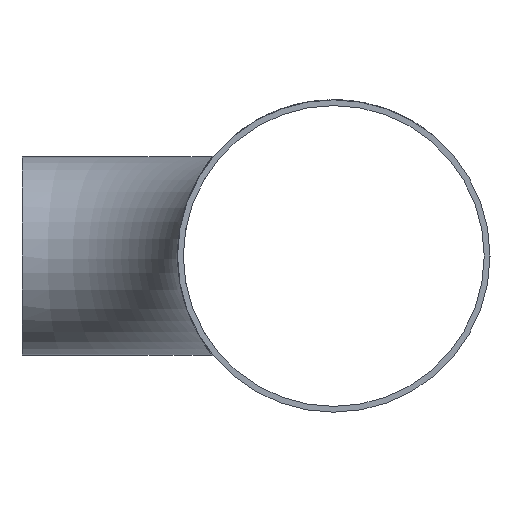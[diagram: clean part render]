
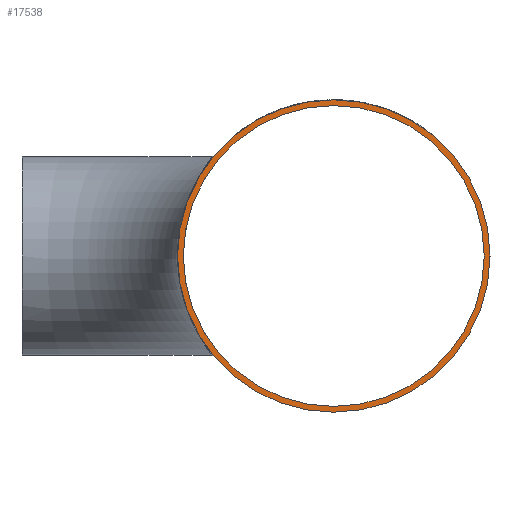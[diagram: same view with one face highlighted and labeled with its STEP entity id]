
A CAD part, left-side view. The second image highlights one B-rep face of the part: STEP entity #17538.
In plain terms, the highlighted planar face has unit normal (-1, 0, 0).
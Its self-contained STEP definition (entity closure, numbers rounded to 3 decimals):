
#3251 = FACE_OUTER_BOUND ( 'NONE', #4084, .T. ) ;
#4084 = EDGE_LOOP ( 'NONE', ( #21946 ) ) ;
#6340 = EDGE_CURVE ( 'NONE', #9635, #9635, #10295, .T. ) ;
#6728 = DIRECTION ( 'NONE',  ( 0., 0., -1. ) ) ;
#7157 = DIRECTION ( 'NONE',  ( 1., 0., 0. ) ) ;
#7281 = EDGE_CURVE ( 'NONE', #25755, #25755, #13089, .T. ) ;
#7819 = DIRECTION ( 'NONE',  ( 1., 0., 0. ) ) ;
#9635 = VERTEX_POINT ( 'NONE', #29441 ) ;
#10295 = CIRCLE ( 'NONE', #33927, 67.25 ) ;
#11708 = ORIENTED_EDGE ( 'NONE', *, *, #6340, .T. ) ;
#12417 = AXIS2_PLACEMENT_3D ( 'NONE', #40279, #7819, #27634 ) ;
#13089 = CIRCLE ( 'NONE', #12417, 69.85 ) ;
#14446 = DIRECTION ( 'NONE',  ( 1., 0., 0. ) ) ;
#17375 = PLANE ( 'NONE',  #31044 ) ;
#17538 = ADVANCED_FACE ( 'NONE', ( #36979, #3251 ), #17375, .F. ) ;
#19377 = EDGE_LOOP ( 'NONE', ( #11708 ) ) ;
#21946 = ORIENTED_EDGE ( 'NONE', *, *, #7281, .F. ) ;
#25755 = VERTEX_POINT ( 'NONE', #42954 ) ;
#27634 = DIRECTION ( 'NONE',  ( 0., 0., -1. ) ) ;
#29441 = CARTESIAN_POINT ( 'NONE',  ( -191., -139.4, -67.25 ) ) ;
#31044 = AXIS2_PLACEMENT_3D ( 'NONE', #36342, #7157, #6728 ) ;
#31636 = CARTESIAN_POINT ( 'NONE',  ( -191., -139.4, 0. ) ) ;
#33927 = AXIS2_PLACEMENT_3D ( 'NONE', #31636, #14446, #34905 ) ;
#34905 = DIRECTION ( 'NONE',  ( 0., 0., -1. ) ) ;
#36342 = CARTESIAN_POINT ( 'NONE',  ( -191., -139.4, 0. ) ) ;
#36979 = FACE_BOUND ( 'NONE', #19377, .T. ) ;
#40279 = CARTESIAN_POINT ( 'NONE',  ( -191., -139.4, 0. ) ) ;
#42954 = CARTESIAN_POINT ( 'NONE',  ( -191., -139.4, -69.85 ) ) ;
